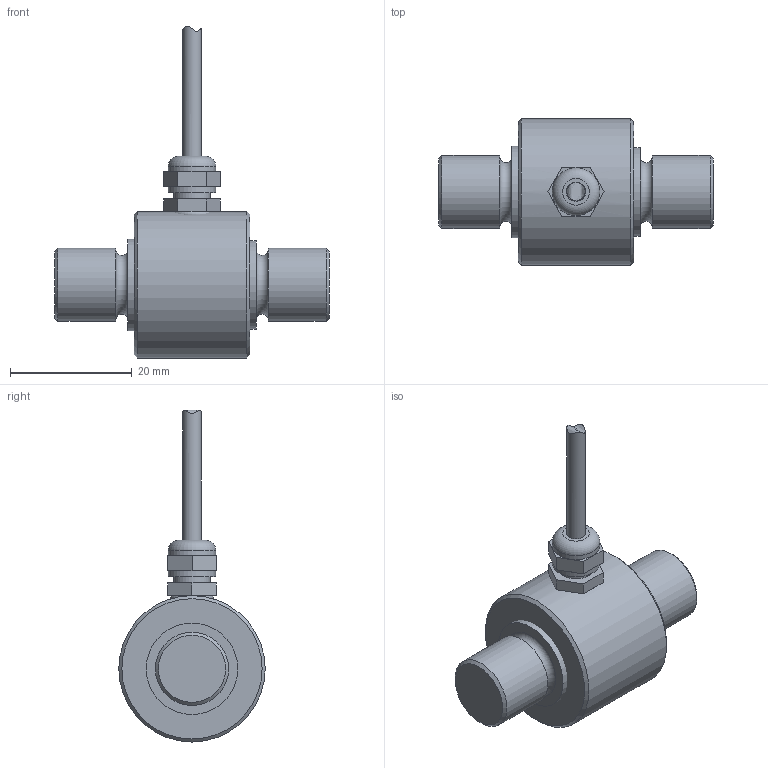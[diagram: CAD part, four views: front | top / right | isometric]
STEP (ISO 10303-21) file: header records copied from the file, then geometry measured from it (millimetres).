
FILE_DESCRIPTION( ( 'Unknown' ), '1' );
FILE_NAME( 'K-100_20kN.stp', 'Unknown', ( 'Unknown' ), ( 'Unknown' ), 'PSStep 17.0.49', 'Unknown', ' ' );
FILE_SCHEMA( ( 'AUTOMOTIVE_DESIGN { 1 0 10303 214 1 1 1 1 }' ) );
Length unit declared in the file: millimetre
Products named in the file (6): Assem1; 1625-001_doc-00042547; 1625-002_doc-00042550; kabeldurchmesser 3_doc-00042572-oa0; kv m6x1_doc-00040935
Assembly tree (5 placements, depth 2):
  Assem1
    1625-001_doc-00042547
    1625-001_doc-00042547
    1625-002_doc-00042550
    kabeldurchmesser 3_doc-00042572-oa0
    kv m6x1_doc-00040935
Bounding box: 45 x 24 x 54.43 mm (x, y, z)
Volume: 13070 mm3; surface area: 5219.5 mm2
Topology: 5 solids, 5 shells, 53 faces, 101 edges, 67 vertices
Faces by surface type: plane 30, cylinder 13, cone 5, torus 4, extrusion 1
Full cylindrical faces by diameter (mm): 3 x1, 3.2 x1, 4.917 x1, 6 x2, 7.8 x2, 12 x2, 14.5 x1, 15 x1, 24 x1
Entity records: 1871 total; most frequent: CARTESIAN_POINT 376, DIRECTION 217, ORIENTED_EDGE 142, AXIS2_PLACEMENT_3D 90, EDGE_LOOP 86, EDGE_CURVE 71, FACE_OUTER_BOUND 69, VERTEX_POINT 60
